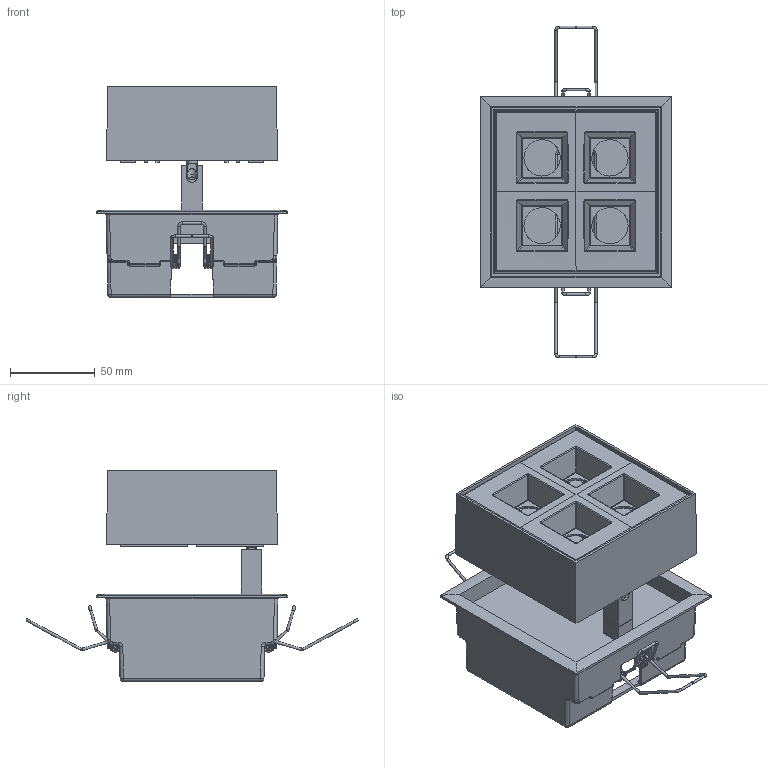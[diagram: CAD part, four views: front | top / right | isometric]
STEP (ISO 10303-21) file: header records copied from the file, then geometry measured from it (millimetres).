
FILE_DESCRIPTION(/* description */ ('This is a sample STEP configuration'),/* implementation_level */ '2;1');
FILE_NAME(/* name */ '629-40121xxx SIMPLE.ipt_Rev_01.3.stp',/* time_stamp */ '2023-04-27T15:33:38+02:00',/* author */ ('powerJobs'),/* organization */ ('coolOrange'),/* preprocessor_version */ 'ST-DEVELOPER v19.2',/* originating_system */ 'Autodesk Inventor 2023',/* authorisation */ '');
FILE_SCHEMA (('AUTOMOTIVE_DESIGN { 1 0 10303 214 3 1 1 }'));
Products named in the file (1): ENG000017804
Bounding box: 113 x 195.63 x 124.3 mm (x, y, z)
Volume: 202962.9 mm3; surface area: 171204.4 mm2
Topology: 4 solids, 4 shells, 1453 faces, 3688 edges, 2224 vertices
Faces by surface type: plane 516, cylinder 497, bspline 282, sphere 64, torus 52, cone 42
Full cylindrical faces by diameter (mm): 1.5 x26, 2.09 x4, 2.3 x4, 3.5 x8, 5.2 x3, 6.2 x1, 8.917 x1, 9 x1, 10 x2
Entity records: 68102 total; most frequent: CARTESIAN_POINT 34354, ORIENTED_EDGE 7312, DIRECTION 6704, EDGE_CURVE 3656, AXIS2_PLACEMENT_3D 2481, VERTEX_POINT 2223, LINE 1742, VECTOR 1742
